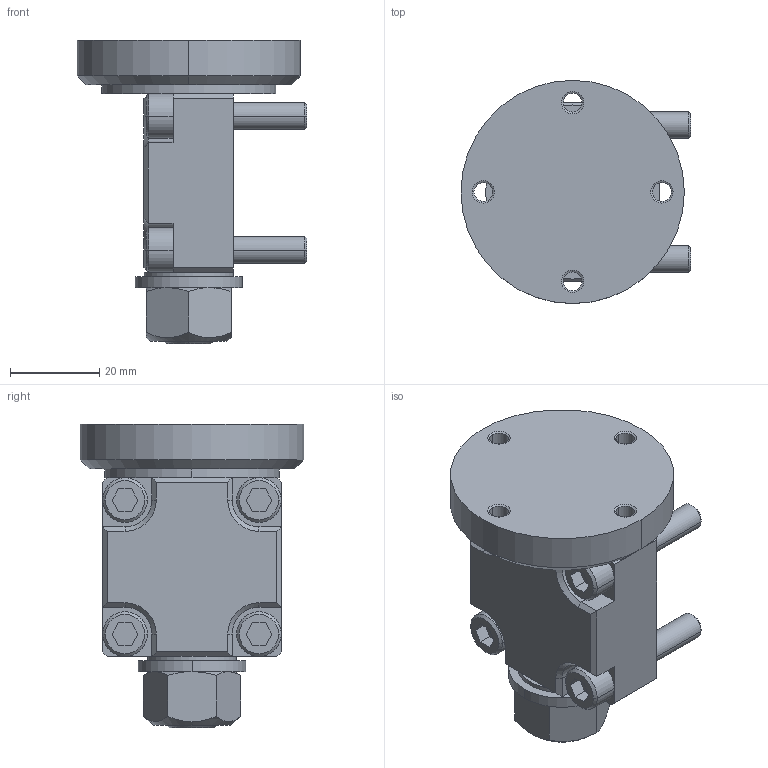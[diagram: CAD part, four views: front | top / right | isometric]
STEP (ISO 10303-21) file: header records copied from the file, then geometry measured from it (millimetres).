
FILE_DESCRIPTION(('Creo Elements/Direct Modeling STEP Export'),'2;1');
FILE_NAME('44.0324_Drehelement-MMS-44_Ø50.stp','2022-03-21T 9:01:28',(''),(''),'PTC Creo Elements/Direct Modeling STEP processor for AP214 (Solid Model)','PTC Creo Elements/Direct Modeling 19.0C 15-Aug-2015 (C) Parametric Technology GmbH','');
FILE_SCHEMA(('AUTOMOTIVE_DESIGN { 1 0 10303 214 1 1 1 1 }'));
Length unit declared in the file: millimetre
Products named in the file (8): Zylinderschraube-DIN7500_M6x30-GEFU-verz_25382_PX174501.02; Sicherungsmutter-DIN985_M12-8.8-verz_11023_PX174476; Unterlegscheibe-DIN125_A13-verz_12121_PX174479; DU-Buchse-Bund_BB1217DU-12x14x17_12813_PX174496; Drehelement-MMS-44_D5012x68_96.4035_PX174840; POM-Scheibe_D39x2_96.4036_PX174835; Flansch-MMS-44_Zwischenelement_96.6502_PX174837; Drehelement-MMS-44_Ø50_44.0324_PX174841
Assembly tree (11 placements, depth 2):
  Drehelement-MMS-44_Ø50_44.0324_PX174841
    Flansch-MMS-44_Zwischenelement_96.6502_PX174837
    DU-Buchse-Bund_BB1217DU-12x14x17_12813_PX174496  x2
    POM-Scheibe_D39x2_96.4036_PX174835
    Drehelement-MMS-44_D5012x68_96.4035_PX174840
    Unterlegscheibe-DIN125_A13-verz_12121_PX174479
    Sicherungsmutter-DIN985_M12-8.8-verz_11023_PX174476
    Zylinderschraube-DIN7500_M6x30-GEFU-verz_25382_PX174501.02  x4
Bounding box: 51.5 x 50 x 68 mm (x, y, z)
Volume: 58060.9 mm3; surface area: 28225.5 mm2
Topology: 11 solids, 11 shells, 243 faces, 560 edges, 348 vertices
Faces by surface type: plane 103, cylinder 68, cone 58, torus 14
Entity records: 5848 total; most frequent: CARTESIAN_POINT 1635, ORIENTED_EDGE 788, DIRECTION 729, EDGE_CURVE 394, AXIS2_PLACEMENT_3D 260, VERTEX_POINT 242, VECTOR 209, LINE 209
